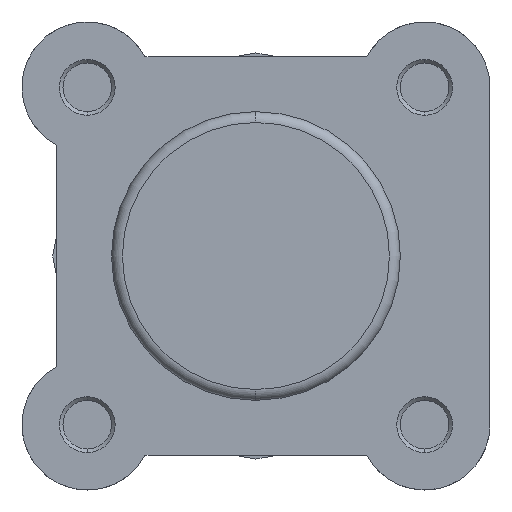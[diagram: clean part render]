
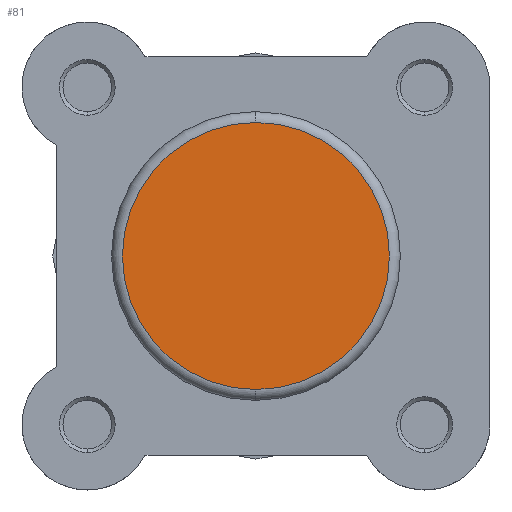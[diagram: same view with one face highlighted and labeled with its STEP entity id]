
A CAD part, left-side view. The second image highlights one B-rep face of the part: STEP entity #81.
In plain terms, the highlighted planar face has unit normal (-1, 0, 0).
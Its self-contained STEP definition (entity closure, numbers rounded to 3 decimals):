
#81 = ADVANCED_FACE ( 'NONE', ( #5505 ), #1880, .F. ) ;
#215 = ORIENTED_EDGE ( 'NONE', *, *, #1217, .T. ) ;
#226 = ORIENTED_EDGE ( 'NONE', *, *, #5694, .T. ) ;
#1217 = EDGE_CURVE ( 'NONE', #4929, #4928, #3383, .T. ) ;
#1363 = AXIS2_PLACEMENT_3D ( 'NONE', #1879, #1882, #1883 ) ;
#1519 = AXIS2_PLACEMENT_3D ( 'NONE', #2469, #2470, #2471 ) ;
#1649 = AXIS2_PLACEMENT_3D ( 'NONE', #4244, #4246, #4247 ) ;
#1879 = CARTESIAN_POINT ( 'NONE',  ( 0., 0., 0. ) ) ;
#1880 = PLANE ( 'NONE',  #1363 ) ;
#1882 = DIRECTION ( 'NONE',  ( 1., 0., 0. ) ) ;
#1883 = DIRECTION ( 'NONE',  ( 0., 0., -1. ) ) ;
#2469 = CARTESIAN_POINT ( 'NONE',  ( 0., 0., 0. ) ) ;
#2470 = DIRECTION ( 'NONE',  ( -1., 0., 0. ) ) ;
#2471 = DIRECTION ( 'NONE',  ( 0., 0., -1. ) ) ;
#2827 = CARTESIAN_POINT ( 'NONE',  ( 0., 0., 18.4 ) ) ;
#2828 = CARTESIAN_POINT ( 'NONE',  ( 0., 0., -18.4 ) ) ;
#3383 = CIRCLE ( 'NONE', #1519, 18.4 ) ;
#3711 = CIRCLE ( 'NONE', #1649, 18.4 ) ;
#4244 = CARTESIAN_POINT ( 'NONE',  ( 0., 0., 0. ) ) ;
#4246 = DIRECTION ( 'NONE',  ( -1., 0., 0. ) ) ;
#4247 = DIRECTION ( 'NONE',  ( 0., 0., -1. ) ) ;
#4928 = VERTEX_POINT ( 'NONE', #2827 ) ;
#4929 = VERTEX_POINT ( 'NONE', #2828 ) ;
#5246 = EDGE_LOOP ( 'NONE', ( #215, #226 ) ) ;
#5505 = FACE_OUTER_BOUND ( 'NONE', #5246, .T. ) ;
#5694 = EDGE_CURVE ( 'NONE', #4928, #4929, #3711, .T. ) ;
